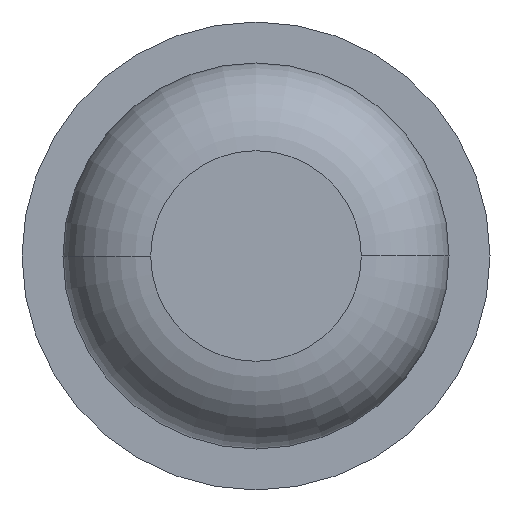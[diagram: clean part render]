
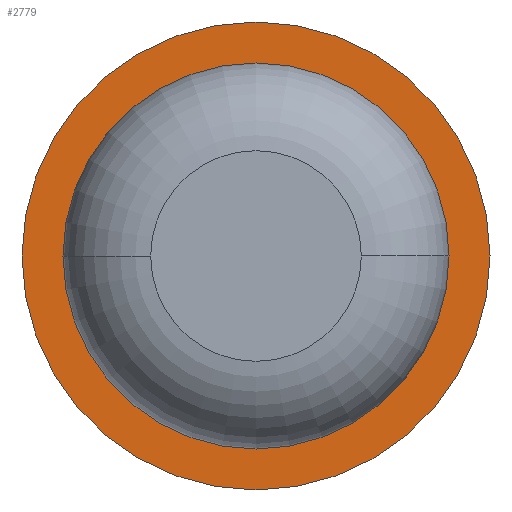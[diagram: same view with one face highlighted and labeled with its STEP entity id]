
A CAD part, front view. The second image highlights one B-rep face of the part: STEP entity #2779.
In plain terms, the highlighted planar face has unit normal (0, -1, 0).
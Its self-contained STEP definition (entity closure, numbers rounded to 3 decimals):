
#96 = AXIS2_PLACEMENT_3D ( 'NONE', #2248, #2503, #1376 ) ;
#411 = CIRCLE ( 'NONE', #1325, 1. ) ;
#506 = AXIS2_PLACEMENT_3D ( 'NONE', #1216, #1200, #3200 ) ;
#789 = DIRECTION ( 'NONE',  ( 0., 1., 0. ) ) ;
#910 = PLANE ( 'NONE',  #506 ) ;
#931 = ORIENTED_EDGE ( 'NONE', *, *, #1181, .F. ) ;
#940 = AXIS2_PLACEMENT_3D ( 'NONE', #2497, #789, #2218 ) ;
#1062 = DIRECTION ( 'NONE',  ( -1., 0., 0. ) ) ;
#1070 = VERTEX_POINT ( 'NONE', #2172 ) ;
#1108 = ORIENTED_EDGE ( 'NONE', *, *, #1610, .T. ) ;
#1110 = EDGE_CURVE ( 'Defeature ausgef�hrt1_5+Defeature ausgef�hrt1_0+Defeature ausgef�hrt1_0+Defeature ausgef�hrt1_0', #2953, #3179, #3153, .T. ) ;
#1181 = EDGE_CURVE ( 'Defeature ausgef�hrt1_6+Defeature ausgef�hrt1_5+Defeature ausgef�hrt1_5+Defeature ausgef�hrt1_5', #1070, #1816, #2378, .T. ) ;
#1200 = DIRECTION ( 'NONE',  ( 0., 1., 0. ) ) ;
#1216 = CARTESIAN_POINT ( 'NONE',  ( 0.825, -5., 0. ) ) ;
#1243 = EDGE_LOOP ( 'NONE', ( #1563, #1108 ) ) ;
#1325 = AXIS2_PLACEMENT_3D ( 'NONE', #3086, #1630, #2223 ) ;
#1376 = DIRECTION ( 'NONE',  ( -1., 0., 0. ) ) ;
#1413 = CARTESIAN_POINT ( 'NONE',  ( 0., -5., 0. ) ) ;
#1563 = ORIENTED_EDGE ( 'NONE', *, *, #1110, .T. ) ;
#1610 = EDGE_CURVE ( 'Defeature ausgef�hrt1_5+Defeature ausgef�hrt1_0+Defeature ausgef�hrt1_0+Defeature ausgef�hrt1_0', #3179, #2953, #1934, .T. ) ;
#1630 = DIRECTION ( 'NONE',  ( 0., 1., 0. ) ) ;
#1816 = VERTEX_POINT ( 'NONE', #2336 ) ;
#1934 = CIRCLE ( 'NONE', #96, 0.825 ) ;
#2049 = EDGE_LOOP ( 'NONE', ( #931, #2905 ) ) ;
#2172 = CARTESIAN_POINT ( 'NONE',  ( -1., -5., 0. ) ) ;
#2218 = DIRECTION ( 'NONE',  ( -1., 0., 0. ) ) ;
#2223 = DIRECTION ( 'NONE',  ( -1., 0., 0. ) ) ;
#2248 = CARTESIAN_POINT ( 'NONE',  ( 0., -5., 0. ) ) ;
#2250 = EDGE_CURVE ( 'Defeature ausgef�hrt1_6+Defeature ausgef�hrt1_5+Defeature ausgef�hrt1_5+Defeature ausgef�hrt1_5', #1816, #1070, #411, .T. ) ;
#2255 = DIRECTION ( 'NONE',  ( 0., 1., 0. ) ) ;
#2336 = CARTESIAN_POINT ( 'NONE',  ( 1., -5., 0. ) ) ;
#2378 = CIRCLE ( 'NONE', #940, 1. ) ;
#2418 = FACE_BOUND ( 'NONE', #1243, .T. ) ;
#2466 = FACE_OUTER_BOUND ( 'NONE', #2049, .T. ) ;
#2497 = CARTESIAN_POINT ( 'NONE',  ( 0., -5., 0. ) ) ;
#2503 = DIRECTION ( 'NONE',  ( 0., 1., 0. ) ) ;
#2779 = ADVANCED_FACE ( 'Defeature ausgef�hrt1_5', ( #2466, #2418 ), #910, .F. ) ;
#2905 = ORIENTED_EDGE ( 'NONE', *, *, #2250, .F. ) ;
#2953 = VERTEX_POINT ( 'NONE', #3415 ) ;
#3026 = AXIS2_PLACEMENT_3D ( 'NONE', #1413, #2255, #1062 ) ;
#3086 = CARTESIAN_POINT ( 'NONE',  ( 0., -5., 0. ) ) ;
#3091 = CARTESIAN_POINT ( 'NONE',  ( 0.825, -5., 0. ) ) ;
#3153 = CIRCLE ( 'NONE', #3026, 0.825 ) ;
#3179 = VERTEX_POINT ( 'NONE', #3091 ) ;
#3200 = DIRECTION ( 'NONE',  ( -1., 0., 0. ) ) ;
#3415 = CARTESIAN_POINT ( 'NONE',  ( -0.825, -5., 0. ) ) ;
